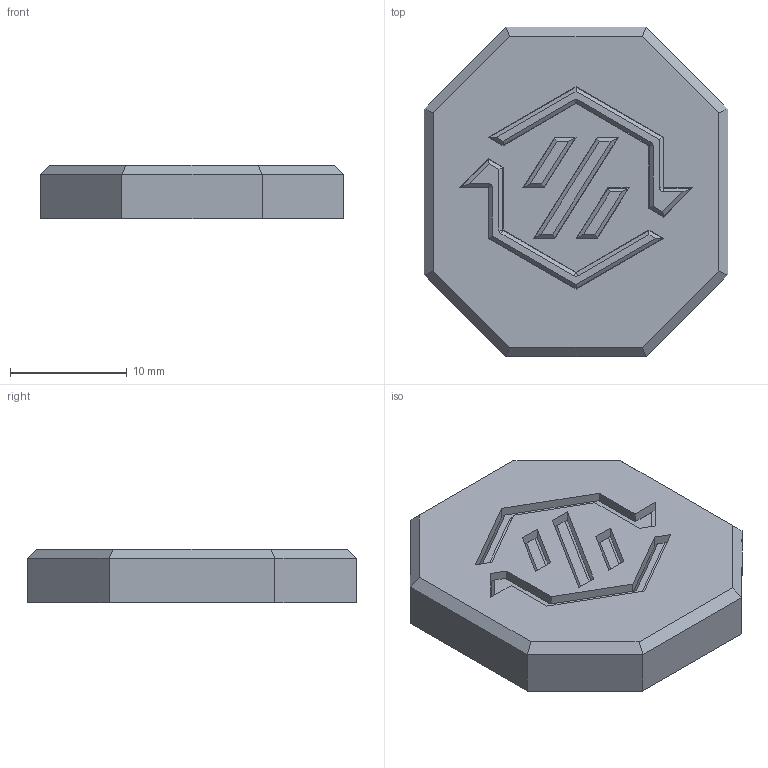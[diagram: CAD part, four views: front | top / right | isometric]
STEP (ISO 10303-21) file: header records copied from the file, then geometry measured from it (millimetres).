
FILE_DESCRIPTION(/* description */ ('Open CASCADE Model'),/* implementation_level */ '2;1');
FILE_NAME(/* name */ 'Example.step',/* time_stamp */ '2024-10-03T19:24:42+10:00',/* author */ (''),/* organization */ (''),/* preprocessor_version */ 'ST-DEVELOPER v20',/* originating_system */ 'Autodesk Translation Framework v13.20.0.188',/* authorisation */ '');
FILE_SCHEMA (('AUTOMOTIVE_DESIGN { 1 0 10303 214 3 1 1 }'));
Length unit declared in the file: millimetre
Products named in the file (13): Exhaust; Front; Front_part; OPA; OPA_part; SC_Logo_LED 1; R_0402_1005Metric; R_0402_1005Metric_1; C_0402_1005Metric; C_0402_1005Metric_1; sk6805-1515; Document; _autosave-SC_Logo_LED_PCB
Assembly tree (34 placements, depth 4):
  Exhaust
    Front
      Front_part
    OPA
      OPA_part
    SC_Logo_LED 1
      sk6805-1515  x21
        Document
      R_0402_1005Metric
        R_0402_1005Metric_1
      C_0402_1005Metric  x3
        C_0402_1005Metric_1
      _autosave-SC_Logo_LED_PCB
Bounding box: 26 x 28.2 x 4.6 mm (x, y, z)
Volume: 2515.7 mm3; surface area: 4048 mm2
Topology: 49 solids, 49 shells, 765 faces, 1840 edges, 1209 vertices
Faces by surface type: plane 709, cylinder 50, cone 6
Entity records: 13322 total; most frequent: CARTESIAN_POINT 2285, ORIENTED_EDGE 2192, DIRECTION 2106, EDGE_CURVE 1096, LINE 1038, VECTOR 1038, VERTEX_POINT 713, AXIS2_PLACEMENT_3D 534
